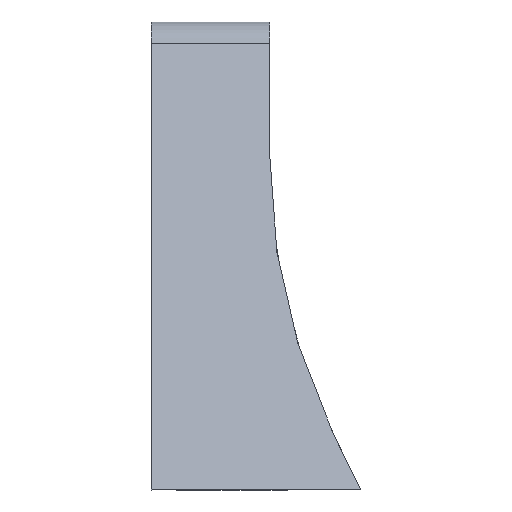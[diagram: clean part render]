
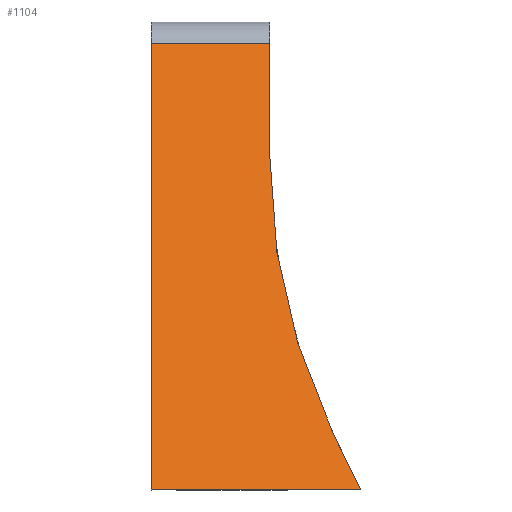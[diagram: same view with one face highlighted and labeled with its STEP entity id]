
A CAD part, front view. The second image highlights one B-rep face of the part: STEP entity #1104.
In plain terms, the highlighted planar face has unit normal (0, -0.92, 0.391).
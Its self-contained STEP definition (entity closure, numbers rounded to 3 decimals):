
#156=CARTESIAN_POINT('Vertex',(59.98,7.528,23.312)) ;
#159=CARTESIAN_POINT('Line Origine',(61.99,5.764,19.156)) ;
#163=CARTESIAN_POINT('Vertex',(64.,4.,15.)) ;
#540=CARTESIAN_POINT('Vertex',(51.,31.184,79.043)) ;
#547=CARTESIAN_POINT('Vertex',(34.,31.184,79.043)) ;
#550=CARTESIAN_POINT('Line Origine',(49.,31.184,79.043)) ;
#845=CARTESIAN_POINT('Line Origine',(51.,27.674,70.771)) ;
#849=CARTESIAN_POINT('Vertex',(51.,24.163,62.5)) ;
#1049=CARTESIAN_POINT('Control Point',(59.98,7.528,23.312)) ;
#1050=CARTESIAN_POINT('Control Point',(55.523,11.439,32.526)) ;
#1051=CARTESIAN_POINT('Control Point',(52.506,15.601,42.329)) ;
#1052=CARTESIAN_POINT('Control Point',(51.,19.881,52.414)) ;
#1053=CARTESIAN_POINT('Control Point',(51.,24.163,62.5)) ;
#1079=CARTESIAN_POINT('Axis2P3D Location',(0.,32.478,82.089)) ;
#1084=CARTESIAN_POINT('Line Origine',(34.,17.592,47.021)) ;
#1088=CARTESIAN_POINT('Vertex',(34.,4.,15.)) ;
#1091=CARTESIAN_POINT('Line Origine',(49.,4.,15.)) ;
#160=DIRECTION('Vector Direction',(-0.407,0.357,0.841)) ;
#551=DIRECTION('Vector Direction',(1.,0.,0.)) ;
#846=DIRECTION('Vector Direction',(0.,-0.391,-0.921)) ;
#1080=DIRECTION('Axis2P3D Direction',(0.,-0.921,0.391)) ;
#1081=DIRECTION('Axis2P3D XDirection',(-0.,-0.391,-0.921)) ;
#1085=DIRECTION('Vector Direction',(0.,0.391,0.921)) ;
#1092=DIRECTION('Vector Direction',(1.,0.,0.)) ;
#1082=AXIS2_PLACEMENT_3D('Plane Axis2P3D',#1079,#1080,#1081) ;
#1097=ORIENTED_EDGE('',*,*,#1090,.F.) ;
#1098=ORIENTED_EDGE('',*,*,#1095,.T.) ;
#1099=ORIENTED_EDGE('',*,*,#165,.T.) ;
#1100=ORIENTED_EDGE('',*,*,#1054,.T.) ;
#1101=ORIENTED_EDGE('',*,*,#851,.F.) ;
#1102=ORIENTED_EDGE('',*,*,#554,.F.) ;
#161=VECTOR('Line Direction',#160,1.) ;
#552=VECTOR('Line Direction',#551,1.) ;
#847=VECTOR('Line Direction',#846,1.) ;
#1086=VECTOR('Line Direction',#1085,1.) ;
#1093=VECTOR('Line Direction',#1092,1.) ;
#1104=ADVANCED_FACE('Support Vilo 1',(#1103),#1083,.T.) ;
#1048=B_SPLINE_CURVE_WITH_KNOTS('',4,(#1049,#1050,#1051,#1052,#1053),.UNSPECIFIED.,.F.,.U.,(5,5),(0.,61.981),.UNSPECIFIED.) ;
#165=EDGE_CURVE('',#164,#157,#162,.T.) ;
#554=EDGE_CURVE('',#548,#541,#553,.T.) ;
#851=EDGE_CURVE('',#541,#850,#848,.T.) ;
#1054=EDGE_CURVE('',#157,#850,#1048,.T.) ;
#1090=EDGE_CURVE('',#1089,#548,#1087,.T.) ;
#1095=EDGE_CURVE('',#1089,#164,#1094,.T.) ;
#1096=EDGE_LOOP('',(#1097,#1098,#1099,#1100,#1101,#1102)) ;
#1103=FACE_OUTER_BOUND('',#1096,.T.) ;
#162=LINE('Line',#159,#161) ;
#553=LINE('Line',#550,#552) ;
#848=LINE('Line',#845,#847) ;
#1087=LINE('Line',#1084,#1086) ;
#1094=LINE('Line',#1091,#1093) ;
#1083=PLANE('',#1082) ;
#157=VERTEX_POINT('',#156) ;
#164=VERTEX_POINT('',#163) ;
#541=VERTEX_POINT('',#540) ;
#548=VERTEX_POINT('',#547) ;
#850=VERTEX_POINT('',#849) ;
#1089=VERTEX_POINT('',#1088) ;
